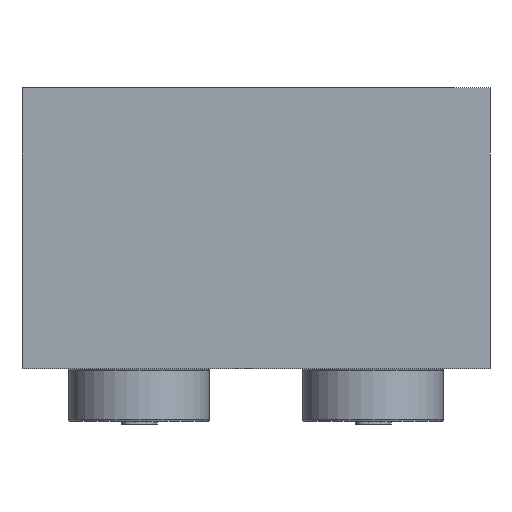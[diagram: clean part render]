
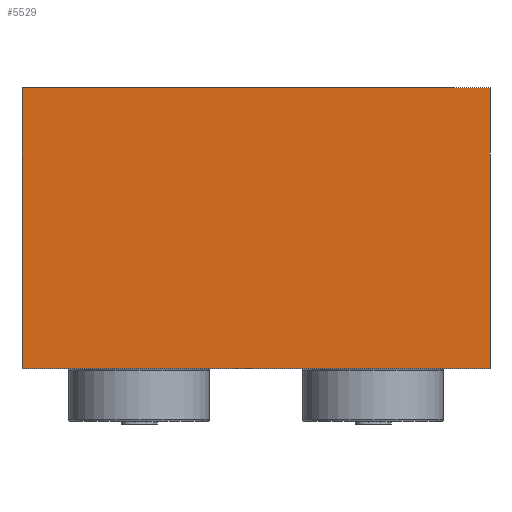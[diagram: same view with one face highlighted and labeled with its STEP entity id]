
A CAD part, left-side view. The second image highlights one B-rep face of the part: STEP entity #5529.
In plain terms, the highlighted planar face has unit normal (-1, 0, 0).
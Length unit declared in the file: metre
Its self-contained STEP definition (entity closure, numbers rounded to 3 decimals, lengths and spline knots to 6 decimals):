
#513=LINE('',#9309,#977);
#515=LINE('',#9313,#979);
#516=LINE('',#9315,#980);
#517=LINE('',#9317,#981);
#977=VECTOR('',#6499,1.);
#979=VECTOR('',#6503,1.);
#980=VECTOR('',#6504,1.);
#981=VECTOR('',#6505,1.);
#1472=PLANE('',#5778);
#2712=ORIENTED_EDGE('',*,*,#3761,.T.);
#2713=ORIENTED_EDGE('',*,*,#3762,.F.);
#2714=ORIENTED_EDGE('',*,*,#3763,.F.);
#2715=ORIENTED_EDGE('',*,*,#3759,.T.);
#3759=EDGE_CURVE('',#4383,#4382,#513,.T.);
#3761=EDGE_CURVE('',#4382,#4384,#515,.T.);
#3762=EDGE_CURVE('',#4385,#4384,#516,.T.);
#3763=EDGE_CURVE('',#4383,#4385,#517,.T.);
#4382=VERTEX_POINT('',#9308);
#4383=VERTEX_POINT('',#9310);
#4384=VERTEX_POINT('',#9314);
#4385=VERTEX_POINT('',#9316);
#4798=EDGE_LOOP('',(#2712,#2713,#2714,#2715));
#5174=FACE_BOUND('',#4798,.T.);
#5529=ADVANCED_FACE('',(#5174),#1472,.F.);
#5778=AXIS2_PLACEMENT_3D('',#9312,#6501,#6502);
#6499=DIRECTION('',(0.,0.,-1.));
#6501=DIRECTION('',(1.,0.,0.));
#6502=DIRECTION('',(0.,1.,0.));
#6503=DIRECTION('',(0.,-1.,0.));
#6504=DIRECTION('',(0.,0.,-1.));
#6505=DIRECTION('',(0.,-1.,0.));
#9308=CARTESIAN_POINT('',(-0.008,0.008,0.));
#9309=CARTESIAN_POINT('',(-0.008,0.008,0.0096));
#9310=CARTESIAN_POINT('',(-0.008,0.008,0.0096));
#9312=CARTESIAN_POINT('',(-0.008,0.,0.0096));
#9313=CARTESIAN_POINT('',(-0.008,0.,0.));
#9314=CARTESIAN_POINT('',(-0.008,-0.008,0.));
#9315=CARTESIAN_POINT('',(-0.008,-0.008,0.0096));
#9316=CARTESIAN_POINT('',(-0.008,-0.008,0.0096));
#9317=CARTESIAN_POINT('',(-0.008,0.,0.0096));
